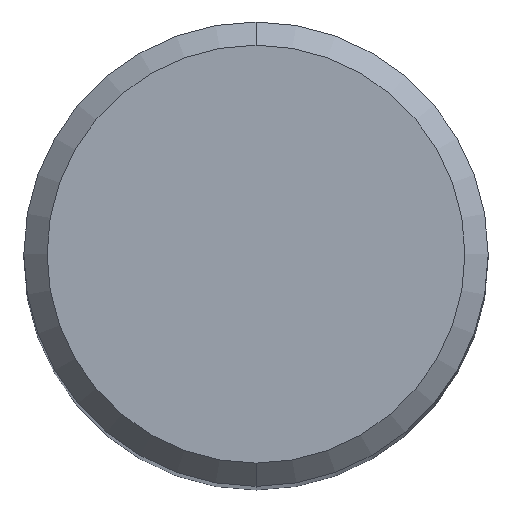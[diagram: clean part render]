
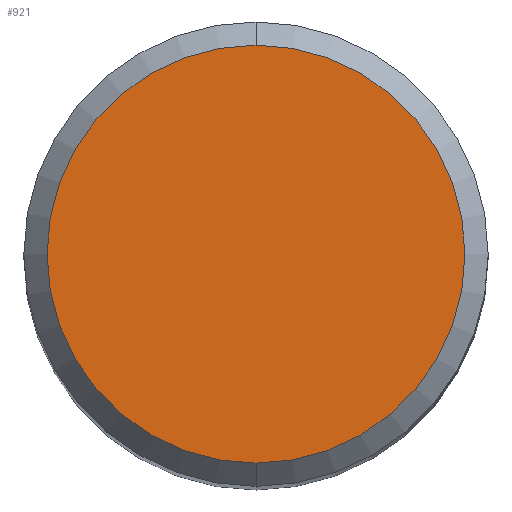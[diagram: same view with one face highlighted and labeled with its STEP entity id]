
A CAD part, top view. The second image highlights one B-rep face of the part: STEP entity #921.
In plain terms, the highlighted planar face has unit normal (0, 0, 1).
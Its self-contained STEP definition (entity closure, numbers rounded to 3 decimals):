
#363=EDGE_CURVE('',#803,#703,#1003,.T.);
#473=EDGE_CURVE('',#703,#803,#1119,.T.);
#703=VERTEX_POINT('',#1371);
#803=VERTEX_POINT('',#1481);
#921=ADVANCED_FACE('',(#1610),#1611,.T.);
#1003=CIRCLE('',#1788,4.5);
#1119=CIRCLE('',#2431,4.5);
#1371=CARTESIAN_POINT('',(0.0,4.5,0.0));
#1481=CARTESIAN_POINT('',(0.,-4.5,0.0));
#1610=FACE_OUTER_BOUND('',#9397,.T.);
#1611=PLANE('',#9398);
#1788=AXIS2_PLACEMENT_3D('',#9564,#9565,#9566);
#2431=AXIS2_PLACEMENT_3D('',#9647,#9648,#9649);
#9397=EDGE_LOOP('',(#10159,#10160));
#9398=AXIS2_PLACEMENT_3D('',#10161,#10162,#10163);
#9564=CARTESIAN_POINT('',(0.0,0.0,0.0));
#9565=DIRECTION('',(0.0,0.0,-1.0));
#9566=DIRECTION('',(0.0,1.0,0.0));
#9647=CARTESIAN_POINT('',(0.0,0.0,0.0));
#9648=DIRECTION('',(0.0,0.0,-1.0));
#9649=DIRECTION('',(0.0,1.0,0.0));
#10159=ORIENTED_EDGE('',*,*,#473,.F.);
#10160=ORIENTED_EDGE('',*,*,#363,.F.);
#10161=CARTESIAN_POINT('',(0.0,2.25,0.0));
#10162=DIRECTION('',(-0.0,0.0,1.0));
#10163=DIRECTION('',(0.0,-1.0,0.0));
